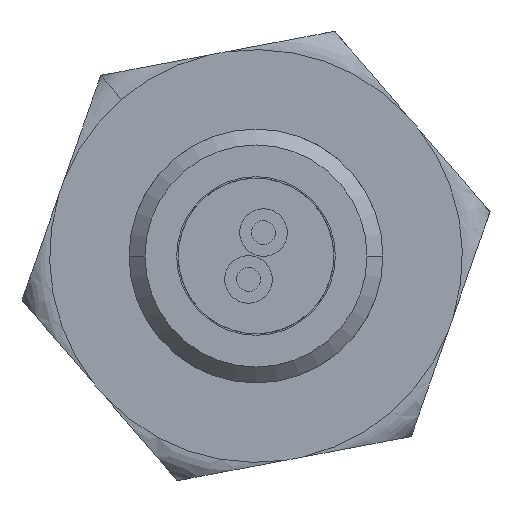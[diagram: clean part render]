
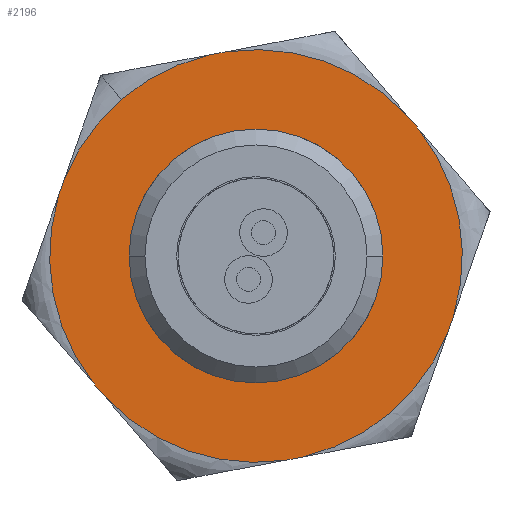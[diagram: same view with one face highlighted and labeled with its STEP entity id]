
A CAD part, front view. The second image highlights one B-rep face of the part: STEP entity #2196.
In plain terms, the highlighted face is planar.
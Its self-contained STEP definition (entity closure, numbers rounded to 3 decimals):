
#1 = DIRECTION ( 'NONE',  ( 0.5, 0.866, 0. ) ) ;
#20 = LINE ( 'NONE', #833, #2061 ) ;
#22 = VERTEX_POINT ( 'NONE', #707 ) ;
#104 = CIRCLE ( 'NONE', #1654, 6.506 ) ;
#114 = DIRECTION ( 'NONE',  ( 0., 0., 1. ) ) ;
#115 = ORIENTED_EDGE ( 'NONE', *, *, #2004, .T. ) ;
#125 = CARTESIAN_POINT ( 'NONE',  ( -4., 0., 0. ) ) ;
#127 = EDGE_CURVE ( 'NONE', #1664, #1557, #1476, .T. ) ;
#207 = LINE ( 'NONE', #1534, #1611 ) ;
#214 = CARTESIAN_POINT ( 'NONE',  ( -5.764, -3.017, 0. ) ) ;
#232 = EDGE_CURVE ( 'NONE', #449, #1765, #207, .T. ) ;
#235 = DIRECTION ( 'NONE',  ( 1., 0., 0. ) ) ;
#239 = DIRECTION ( 'NONE',  ( 0., 0., -1. ) ) ;
#270 = ORIENTED_EDGE ( 'NONE', *, *, #861, .T. ) ;
#279 = EDGE_CURVE ( 'NONE', #449, #1314, #1036, .T. ) ;
#283 = VERTEX_POINT ( 'NONE', #1331 ) ;
#292 = VERTEX_POINT ( 'NONE', #1065 ) ;
#332 = CIRCLE ( 'NONE', #1825, 4. ) ;
#345 = CARTESIAN_POINT ( 'NONE',  ( 5.495, -3.483, 0. ) ) ;
#373 = CARTESIAN_POINT ( 'NONE',  ( 0., 0., 0. ) ) ;
#431 = AXIS2_PLACEMENT_3D ( 'NONE', #2724, #583, #1730 ) ;
#437 = CARTESIAN_POINT ( 'NONE',  ( 0., 0., 0. ) ) ;
#449 = VERTEX_POINT ( 'NONE', #345 ) ;
#451 = VECTOR ( 'NONE', #1228, 1000. ) ;
#463 = EDGE_CURVE ( 'NONE', #850, #1958, #2428, .T. ) ;
#572 = EDGE_CURVE ( 'NONE', #1958, #292, #104, .T. ) ;
#583 = DIRECTION ( 'NONE',  ( 0., 0., -1. ) ) ;
#615 = DIRECTION ( 'NONE',  ( 1., 0., 0. ) ) ;
#675 = DIRECTION ( 'NONE',  ( 0., 0., -1. ) ) ;
#679 = VECTOR ( 'NONE', #2584, 1000. ) ;
#707 = CARTESIAN_POINT ( 'NONE',  ( -0.269, -6.5, 0. ) ) ;
#727 = CARTESIAN_POINT ( 'NONE',  ( 0., 0., 0. ) ) ;
#779 = AXIS2_PLACEMENT_3D ( 'NONE', #373, #809, #1875 ) ;
#784 = LINE ( 'NONE', #1642, #451 ) ;
#799 = DIRECTION ( 'NONE',  ( -1., 0., 0. ) ) ;
#809 = DIRECTION ( 'NONE',  ( 0., 0., 1. ) ) ;
#815 = CARTESIAN_POINT ( 'NONE',  ( 0., 0., 0. ) ) ;
#820 = ORIENTED_EDGE ( 'NONE', *, *, #572, .T. ) ;
#833 = CARTESIAN_POINT ( 'NONE',  ( -3.753, -6.5, 0. ) ) ;
#841 = ORIENTED_EDGE ( 'NONE', *, *, #1052, .F. ) ;
#845 = DIRECTION ( 'NONE',  ( -1., 0., 0. ) ) ;
#850 = VERTEX_POINT ( 'NONE', #214 ) ;
#861 = EDGE_CURVE ( 'NONE', #22, #1403, #1981, .T. ) ;
#890 = LINE ( 'NONE', #2389, #2087 ) ;
#924 = EDGE_CURVE ( 'NONE', #850, #1403, #2067, .T. ) ;
#927 = CIRCLE ( 'NONE', #2498, 6.506 ) ;
#929 = ORIENTED_EDGE ( 'NONE', *, *, #463, .T. ) ;
#934 = ORIENTED_EDGE ( 'NONE', *, *, #232, .F. ) ;
#972 = CIRCLE ( 'NONE', #1738, 6.506 ) ;
#977 = EDGE_CURVE ( 'NONE', #22, #1314, #20, .T. ) ;
#1014 = CIRCLE ( 'NONE', #431, 6.506 ) ;
#1033 = CARTESIAN_POINT ( 'NONE',  ( 5.764, -3.017, 0. ) ) ;
#1036 = CIRCLE ( 'NONE', #1932, 6.506 ) ;
#1047 = CARTESIAN_POINT ( 'NONE',  ( 0., 0., 0. ) ) ;
#1050 = DIRECTION ( 'NONE',  ( -1., 0., 0. ) ) ;
#1052 = EDGE_CURVE ( 'NONE', #283, #1369, #2442, .T. ) ;
#1065 = CARTESIAN_POINT ( 'NONE',  ( -5.764, 3.017, 0. ) ) ;
#1149 = CARTESIAN_POINT ( 'NONE',  ( 7.506, 0., 0. ) ) ;
#1195 = ORIENTED_EDGE ( 'NONE', *, *, #127, .T. ) ;
#1208 = VERTEX_POINT ( 'NONE', #2302 ) ;
#1226 = FACE_BOUND ( 'NONE', #1285, .T. ) ;
#1228 = DIRECTION ( 'NONE',  ( -1., 0., 0. ) ) ;
#1254 = EDGE_CURVE ( 'NONE', #1807, #1208, #1014, .T. ) ;
#1267 = VECTOR ( 'NONE', #1985, 1000. ) ;
#1284 = CARTESIAN_POINT ( 'NONE',  ( -5.495, -3.483, 0. ) ) ;
#1285 = EDGE_LOOP ( 'NONE', ( #2406, #1195 ) ) ;
#1314 = VERTEX_POINT ( 'NONE', #1684 ) ;
#1325 = EDGE_CURVE ( 'NONE', #1557, #1664, #332, .T. ) ;
#1331 = CARTESIAN_POINT ( 'NONE',  ( 5.764, 3.017, 0. ) ) ;
#1358 = AXIS2_PLACEMENT_3D ( 'NONE', #1444, #2291, #799 ) ;
#1369 = VERTEX_POINT ( 'NONE', #2564 ) ;
#1403 = VERTEX_POINT ( 'NONE', #1284 ) ;
#1444 = CARTESIAN_POINT ( 'NONE',  ( 0., 0., 0. ) ) ;
#1476 = CIRCLE ( 'NONE', #1886, 4. ) ;
#1491 = DIRECTION ( 'NONE',  ( 0., 0., -1. ) ) ;
#1519 = DIRECTION ( 'NONE',  ( 1., 0., 0. ) ) ;
#1525 = EDGE_CURVE ( 'NONE', #1807, #292, #890, .T. ) ;
#1534 = CARTESIAN_POINT ( 'NONE',  ( 3.753, -6.5, 0. ) ) ;
#1557 = VERTEX_POINT ( 'NONE', #125 ) ;
#1582 = CARTESIAN_POINT ( 'NONE',  ( 0.269, 6.5, 0. ) ) ;
#1611 = VECTOR ( 'NONE', #1, 1000. ) ;
#1638 = DIRECTION ( 'NONE',  ( -1., 0., 0. ) ) ;
#1642 = CARTESIAN_POINT ( 'NONE',  ( 3.753, 6.5, 0. ) ) ;
#1654 = AXIS2_PLACEMENT_3D ( 'NONE', #437, #675, #1681 ) ;
#1664 = VERTEX_POINT ( 'NONE', #2093 ) ;
#1672 = DIRECTION ( 'NONE',  ( 0., 0., -1. ) ) ;
#1680 = ORIENTED_EDGE ( 'NONE', *, *, #924, .F. ) ;
#1681 = DIRECTION ( 'NONE',  ( -1., 0., 0. ) ) ;
#1684 = CARTESIAN_POINT ( 'NONE',  ( 0.269, -6.5, 0. ) ) ;
#1730 = DIRECTION ( 'NONE',  ( -1., 0., 0. ) ) ;
#1738 = AXIS2_PLACEMENT_3D ( 'NONE', #727, #239, #2151 ) ;
#1765 = VERTEX_POINT ( 'NONE', #1033 ) ;
#1773 = ORIENTED_EDGE ( 'NONE', *, *, #1254, .T. ) ;
#1798 = AXIS2_PLACEMENT_3D ( 'NONE', #2044, #1846, #1638 ) ;
#1807 = VERTEX_POINT ( 'NONE', #2568 ) ;
#1809 = EDGE_CURVE ( 'NONE', #1899, #1369, #972, .T. ) ;
#1825 = AXIS2_PLACEMENT_3D ( 'NONE', #2549, #2381, #235 ) ;
#1846 = DIRECTION ( 'NONE',  ( 0., 0., -1. ) ) ;
#1857 = CARTESIAN_POINT ( 'NONE',  ( -6.506, 0., 0. ) ) ;
#1865 = CARTESIAN_POINT ( 'NONE',  ( -7.506, 0., 0. ) ) ;
#1875 = DIRECTION ( 'NONE',  ( 1., 0., 0. ) ) ;
#1886 = AXIS2_PLACEMENT_3D ( 'NONE', #1047, #114, #615 ) ;
#1899 = VERTEX_POINT ( 'NONE', #1582 ) ;
#1932 = AXIS2_PLACEMENT_3D ( 'NONE', #2607, #1491, #845 ) ;
#1958 = VERTEX_POINT ( 'NONE', #1857 ) ;
#1981 = CIRCLE ( 'NONE', #1358, 6.506 ) ;
#1985 = DIRECTION ( 'NONE',  ( -0.5, 0.866, 0. ) ) ;
#2004 = EDGE_CURVE ( 'NONE', #283, #1765, #927, .T. ) ;
#2044 = CARTESIAN_POINT ( 'NONE',  ( 0., 0., 0. ) ) ;
#2061 = VECTOR ( 'NONE', #1519, 1000. ) ;
#2067 = LINE ( 'NONE', #1865, #679 ) ;
#2087 = VECTOR ( 'NONE', #2198, 1000. ) ;
#2089 = PLANE ( 'NONE',  #779 ) ;
#2093 = CARTESIAN_POINT ( 'NONE',  ( 4., 0., 0. ) ) ;
#2151 = DIRECTION ( 'NONE',  ( -1., 0., 0. ) ) ;
#2165 = EDGE_LOOP ( 'NONE', ( #270, #1680, #929, #820, #2476, #1773, #2559, #2748, #841, #115, #934, #2465, #2374 ) ) ;
#2196 = ADVANCED_FACE ( 'NONE', ( #1226, #2740 ), #2089, .F. ) ;
#2198 = DIRECTION ( 'NONE',  ( -0.5, -0.866, 0. ) ) ;
#2291 = DIRECTION ( 'NONE',  ( 0., 0., -1. ) ) ;
#2302 = CARTESIAN_POINT ( 'NONE',  ( -0.269, 6.5, 0. ) ) ;
#2374 = ORIENTED_EDGE ( 'NONE', *, *, #977, .F. ) ;
#2381 = DIRECTION ( 'NONE',  ( 0., 0., 1. ) ) ;
#2389 = CARTESIAN_POINT ( 'NONE',  ( -3.753, 6.5, 0. ) ) ;
#2406 = ORIENTED_EDGE ( 'NONE', *, *, #1325, .T. ) ;
#2428 = CIRCLE ( 'NONE', #1798, 6.506 ) ;
#2442 = LINE ( 'NONE', #1149, #1267 ) ;
#2465 = ORIENTED_EDGE ( 'NONE', *, *, #279, .T. ) ;
#2476 = ORIENTED_EDGE ( 'NONE', *, *, #1525, .F. ) ;
#2498 = AXIS2_PLACEMENT_3D ( 'NONE', #815, #1672, #1050 ) ;
#2549 = CARTESIAN_POINT ( 'NONE',  ( 0., 0., 0. ) ) ;
#2559 = ORIENTED_EDGE ( 'NONE', *, *, #2722, .F. ) ;
#2564 = CARTESIAN_POINT ( 'NONE',  ( 5.495, 3.483, 0. ) ) ;
#2568 = CARTESIAN_POINT ( 'NONE',  ( -5.495, 3.483, 0. ) ) ;
#2584 = DIRECTION ( 'NONE',  ( 0.5, -0.866, 0. ) ) ;
#2607 = CARTESIAN_POINT ( 'NONE',  ( 0., 0., 0. ) ) ;
#2722 = EDGE_CURVE ( 'NONE', #1899, #1208, #784, .T. ) ;
#2724 = CARTESIAN_POINT ( 'NONE',  ( 0., 0., 0. ) ) ;
#2740 = FACE_OUTER_BOUND ( 'NONE', #2165, .T. ) ;
#2748 = ORIENTED_EDGE ( 'NONE', *, *, #1809, .T. ) ;
